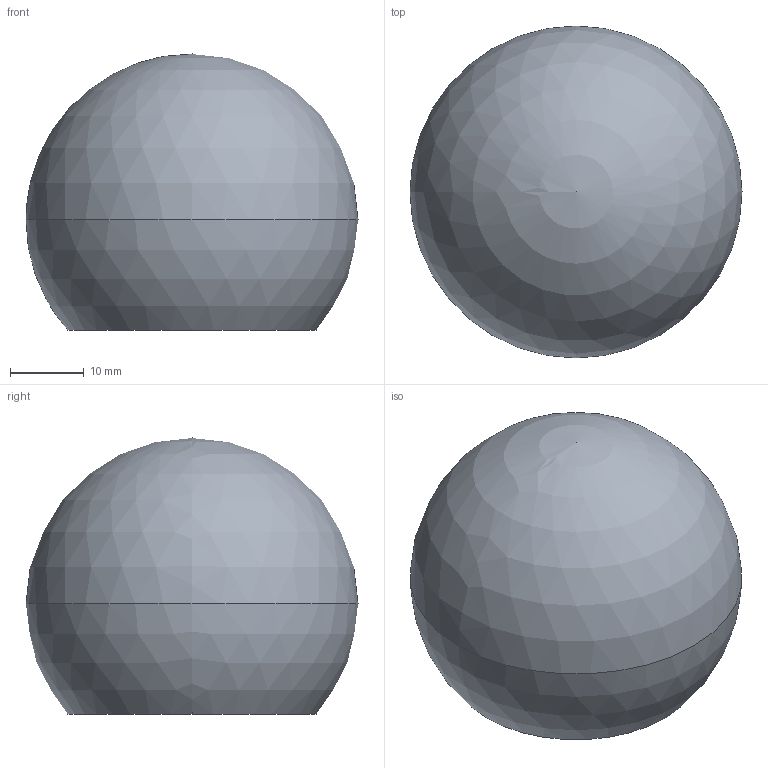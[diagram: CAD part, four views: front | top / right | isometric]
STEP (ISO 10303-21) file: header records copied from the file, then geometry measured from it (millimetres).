
FILE_DESCRIPTION (( 'STEP AP203' ), '1' );
FILE_NAME ('50281-240.step', '2015-09-17T15:09:24', ( '' ), ( '' ), 'SwSTEP 2.0', 'SolidWorks 2015', '' );
FILE_SCHEMA (( 'CONFIG_CONTROL_DESIGN' ));
Length unit declared in the file: millimetre
Products named in the file (1): 50281-240
Bounding box: 45 x 45 x 37.41 mm (x, y, z)
Volume: 22688.6 mm3; surface area: 8770.1 mm2
Topology: 1 solids, 1 shells, 228 faces, 606 edges, 404 vertices
Faces by surface type: plane 121, bspline 103, cylinder 2, sphere 2
Entity records: 12871 total; most frequent: CARTESIAN_POINT 7840, ORIENTED_EDGE 1204, DIRECTION 654, EDGE_CURVE 602, VERTEX_POINT 402, LINE 390, VECTOR 390, EDGE_LOOP 254
